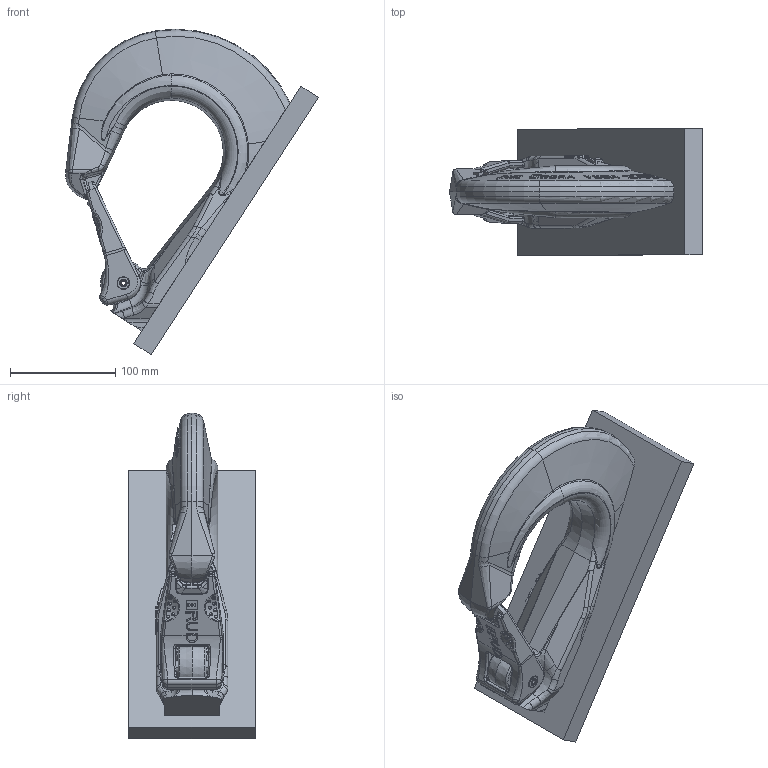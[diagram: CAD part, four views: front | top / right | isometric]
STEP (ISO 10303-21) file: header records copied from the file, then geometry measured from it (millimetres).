
FILE_DESCRIPTION((''),'2;1');
FILE_NAME('001-M32467-P101_ASM','2013-10-07T',('Roland.Jakubetz'),(''),'PRO/ENGINEER BY PARAMETRIC TECHNOLOGY CORPORATION, 2010140','PRO/ENGINEER BY PARAMETRIC TECHNOLOGY CORPORATION, 2010140','');
FILE_SCHEMA(('CONFIG_CONTROL_DESIGN'));
Products named in the file (6): 001-M32467-P01_AF2; 001-M32232-BA1_AF2; 001-M31048-V78_AF2; 001-M31048-V77_AF2; 001-M32467-P101; 001-M32467-P101_ASM
Assembly tree (5 placements, depth 2):
  001-M32467-P101_ASM
    001-M32467-P01_AF2
    001-M32232-BA1_AF2
    001-M31048-V78_AF2
    001-M31048-V77_AF2
    001-M32467-P101
Bounding box: 240.67 x 120 x 309.9 mm (x, y, z)
Volume: 1562852.3 mm3; surface area: 199501.9 mm2
Topology: 5 solids, 5 shells, 1512 faces, 4030 edges, 2549 vertices
Faces by surface type: plane 906, bspline 241, cylinder 201, cone 66, sphere 50, torus 48
Entity records: 59934 total; most frequent: CARTESIAN_POINT 25976, ORIENTED_EDGE 8004, DIRECTION 5600, EDGE_CURVE 4002, VERTEX_POINT 2549, VECTOR 1878, LINE 1878, AXIS2_PLACEMENT_3D 1861
